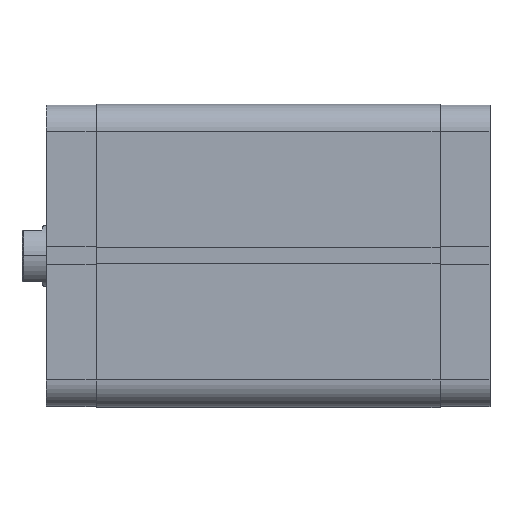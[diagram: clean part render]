
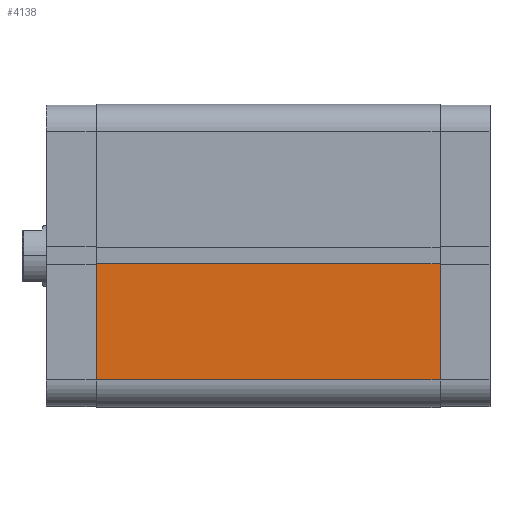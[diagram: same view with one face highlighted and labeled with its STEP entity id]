
A CAD part, top view. The second image highlights one B-rep face of the part: STEP entity #4138.
In plain terms, the highlighted face is planar.
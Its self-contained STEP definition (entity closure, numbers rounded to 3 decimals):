
#199 = EDGE_LOOP ( 'NONE', ( #3433, #3432, #3431, #3430 ) ) ;
#956 = LINE ( 'NONE', #1944, #961 ) ;
#958 = LINE ( 'NONE', #1981, #963 ) ;
#961 = VECTOR ( 'NONE', #1980, 1000. ) ;
#963 = VECTOR ( 'NONE', #1988, 1000. ) ;
#1017 = LINE ( 'NONE', #1903, #1036 ) ;
#1036 = VECTOR ( 'NONE', #1904, 1000. ) ;
#1100 = LINE ( 'NONE', #1713, #1101 ) ;
#1101 = VECTOR ( 'NONE', #1702, 1000. ) ;
#1702 = DIRECTION ( 'NONE',  ( -1., 0., 0. ) ) ;
#1713 = CARTESIAN_POINT ( 'NONE',  ( 2.6, 50., 113.5 ) ) ;
#1903 = CARTESIAN_POINT ( 'NONE',  ( 2.6, 50., 0. ) ) ;
#1904 = DIRECTION ( 'NONE',  ( -1., 0., 0. ) ) ;
#1944 = CARTESIAN_POINT ( 'NONE',  ( 2.6, 50., 113.5 ) ) ;
#1980 = DIRECTION ( 'NONE',  ( 0., 0., -1. ) ) ;
#1981 = CARTESIAN_POINT ( 'NONE',  ( 41., 50., 113.5 ) ) ;
#1988 = DIRECTION ( 'NONE',  ( 0., 0., -1. ) ) ;
#2137 = EDGE_CURVE ( 'NONE', #3704, #3883, #956, .T. ) ;
#2138 = EDGE_CURVE ( 'NONE', #3889, #3972, #958, .T. ) ;
#2188 = EDGE_CURVE ( 'NONE', #3972, #3883, #1017, .T. ) ;
#2215 = EDGE_CURVE ( 'NONE', #3889, #3704, #1100, .T. ) ;
#2762 = AXIS2_PLACEMENT_3D ( 'NONE', #5537, #5543, #5544 ) ;
#3430 = ORIENTED_EDGE ( 'NONE', *, *, #2138, .T. ) ;
#3431 = ORIENTED_EDGE ( 'NONE', *, *, #2215, .F. ) ;
#3432 = ORIENTED_EDGE ( 'NONE', *, *, #2137, .F. ) ;
#3433 = ORIENTED_EDGE ( 'NONE', *, *, #2188, .T. ) ;
#3704 = VERTEX_POINT ( 'NONE', #5040 ) ;
#3883 = VERTEX_POINT ( 'NONE', #5161 ) ;
#3889 = VERTEX_POINT ( 'NONE', #5164 ) ;
#3972 = VERTEX_POINT ( 'NONE', #5216 ) ;
#4138 = ADVANCED_FACE ( 'NONE', ( #5613 ), #5534, .F. ) ;
#5040 = CARTESIAN_POINT ( 'NONE',  ( 2.6, 50., 113.5 ) ) ;
#5161 = CARTESIAN_POINT ( 'NONE',  ( 2.6, 50., 0. ) ) ;
#5164 = CARTESIAN_POINT ( 'NONE',  ( 41., 50., 113.5 ) ) ;
#5216 = CARTESIAN_POINT ( 'NONE',  ( 41., 50., 0. ) ) ;
#5534 = PLANE ( 'NONE',  #2762 ) ;
#5537 = CARTESIAN_POINT ( 'NONE',  ( 2.6, 50., 113.5 ) ) ;
#5543 = DIRECTION ( 'NONE',  ( 0., -1., 0. ) ) ;
#5544 = DIRECTION ( 'NONE',  ( 1., 0., 0. ) ) ;
#5613 = FACE_OUTER_BOUND ( 'NONE', #199, .T. ) ;
